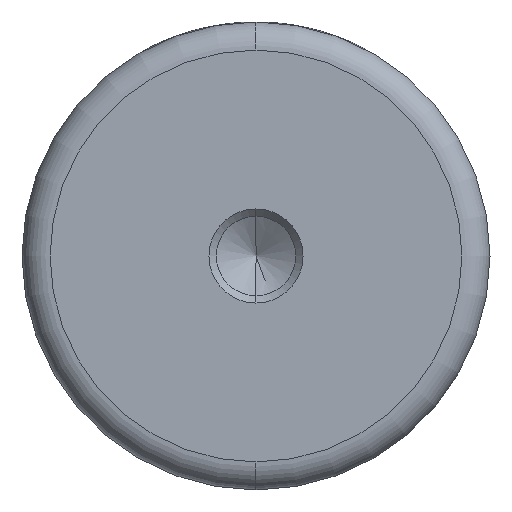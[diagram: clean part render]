
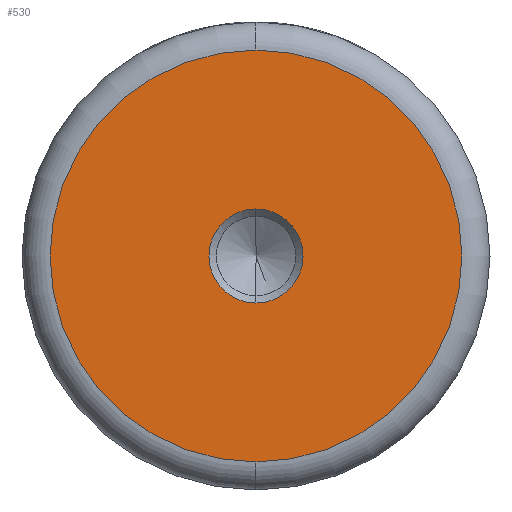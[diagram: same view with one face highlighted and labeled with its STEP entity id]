
A CAD part, left-side view. The second image highlights one B-rep face of the part: STEP entity #530.
In plain terms, the highlighted planar face has unit normal (-1, 0, 0).
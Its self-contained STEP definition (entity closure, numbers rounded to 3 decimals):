
#26 = CARTESIAN_POINT ( 'NONE',  ( 0., 0., -5.025 ) ) ;
#76 = PLANE ( 'NONE',  #544 ) ;
#101 = CIRCLE ( 'NONE', #1212, 22. ) ;
#109 = FACE_BOUND ( 'NONE', #570, .T. ) ;
#120 = CARTESIAN_POINT ( 'NONE',  ( 0., 0., 0. ) ) ;
#157 = ORIENTED_EDGE ( 'NONE', *, *, #936, .F. ) ;
#192 = EDGE_CURVE ( 'NONE', #874, #974, #1183, .T. ) ;
#236 = ORIENTED_EDGE ( 'NONE', *, *, #1326, .T. ) ;
#249 = DIRECTION ( 'NONE',  ( 0., 0., 1. ) ) ;
#267 = AXIS2_PLACEMENT_3D ( 'NONE', #534, #1317, #645 ) ;
#299 = CARTESIAN_POINT ( 'NONE',  ( 0., 0., 0. ) ) ;
#342 = DIRECTION ( 'NONE',  ( -1., 0., 0. ) ) ;
#424 = DIRECTION ( 'NONE',  ( 0., 0., 1. ) ) ;
#466 = ORIENTED_EDGE ( 'NONE', *, *, #697, .T. ) ;
#530 = ADVANCED_FACE ( 'NONE', ( #109, #703 ), #76, .T. ) ;
#534 = CARTESIAN_POINT ( 'NONE',  ( 0., 0., 0. ) ) ;
#544 = AXIS2_PLACEMENT_3D ( 'NONE', #1223, #342, #1117 ) ;
#570 = EDGE_LOOP ( 'NONE', ( #157, #654 ) ) ;
#645 = DIRECTION ( 'NONE',  ( 0., 0., 1. ) ) ;
#654 = ORIENTED_EDGE ( 'NONE', *, *, #192, .F. ) ;
#687 = CARTESIAN_POINT ( 'NONE',  ( 0., 0., 0. ) ) ;
#688 = EDGE_LOOP ( 'NONE', ( #466, #236 ) ) ;
#697 = EDGE_CURVE ( 'NONE', #1435, #1469, #101, .T. ) ;
#703 = FACE_OUTER_BOUND ( 'NONE', #688, .T. ) ;
#722 = AXIS2_PLACEMENT_3D ( 'NONE', #687, #1481, #798 ) ;
#798 = DIRECTION ( 'NONE',  ( 0., 0., 1. ) ) ;
#870 = CARTESIAN_POINT ( 'NONE',  ( 0., 0., -22. ) ) ;
#874 = VERTEX_POINT ( 'NONE', #26 ) ;
#921 = DIRECTION ( 'NONE',  ( -1., 0., 0. ) ) ;
#936 = EDGE_CURVE ( 'NONE', #974, #874, #993, .T. ) ;
#974 = VERTEX_POINT ( 'NONE', #1330 ) ;
#993 = CIRCLE ( 'NONE', #267, 5.025 ) ;
#1072 = AXIS2_PLACEMENT_3D ( 'NONE', #299, #1079, #424 ) ;
#1076 = CARTESIAN_POINT ( 'NONE',  ( 0., 0., 22. ) ) ;
#1079 = DIRECTION ( 'NONE',  ( -1., 0., 0. ) ) ;
#1117 = DIRECTION ( 'NONE',  ( 0., 0., 1. ) ) ;
#1183 = CIRCLE ( 'NONE', #722, 5.025 ) ;
#1212 = AXIS2_PLACEMENT_3D ( 'NONE', #120, #921, #249 ) ;
#1223 = CARTESIAN_POINT ( 'NONE',  ( 0., 0., 0. ) ) ;
#1317 = DIRECTION ( 'NONE',  ( -1., 0., 0. ) ) ;
#1326 = EDGE_CURVE ( 'NONE', #1469, #1435, #1489, .T. ) ;
#1330 = CARTESIAN_POINT ( 'NONE',  ( 0., 0., 5.025 ) ) ;
#1435 = VERTEX_POINT ( 'NONE', #1076 ) ;
#1469 = VERTEX_POINT ( 'NONE', #870 ) ;
#1481 = DIRECTION ( 'NONE',  ( -1., 0., 0. ) ) ;
#1489 = CIRCLE ( 'NONE', #1072, 22. ) ;
